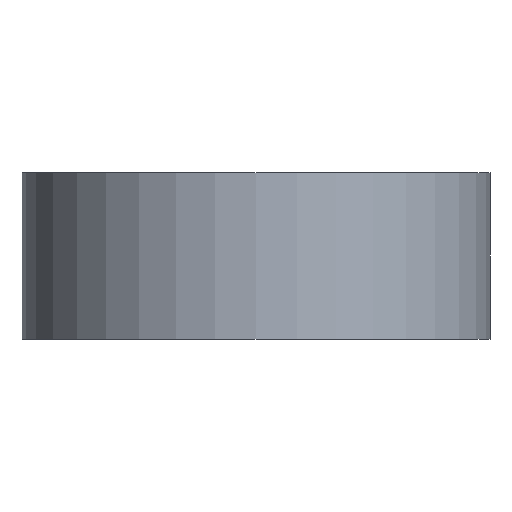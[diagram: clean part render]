
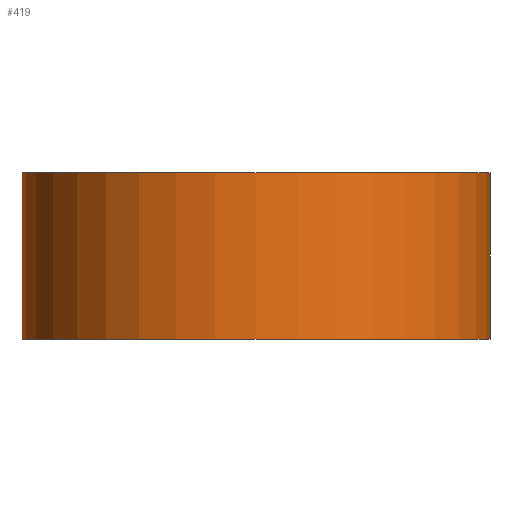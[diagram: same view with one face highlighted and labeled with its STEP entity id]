
A CAD part, front view. The second image highlights one B-rep face of the part: STEP entity #419.
In plain terms, the highlighted cylindrical face has radius 17.882 mm (diameter 35.763 mm), a partial arc.
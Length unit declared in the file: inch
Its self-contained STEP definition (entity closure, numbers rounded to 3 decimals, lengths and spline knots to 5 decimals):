
#45 = VECTOR ( 'NONE', #326, 39.37008 ) ;
#63 = AXIS2_PLACEMENT_3D ( 'NONE', #413, #378, #111 ) ;
#64 = LINE ( 'NONE', #185, #45 ) ;
#84 = CIRCLE ( 'NONE', #275, 0.704 ) ;
#85 = VERTEX_POINT ( 'NONE', #121 ) ;
#89 = CARTESIAN_POINT ( 'NONE',  ( 0.656, -1.75, -0.25 ) ) ;
#99 = DIRECTION ( 'NONE',  ( 0., 0., -1. ) ) ;
#102 = DIRECTION ( 'NONE',  ( 1., 0., 0. ) ) ;
#111 = DIRECTION ( 'NONE',  ( -1., 0., 0. ) ) ;
#121 = CARTESIAN_POINT ( 'NONE',  ( -0.048, -1.75, 0.25 ) ) ;
#123 = AXIS2_PLACEMENT_3D ( 'NONE', #89, #99, #102 ) ;
#129 = DIRECTION ( 'NONE',  ( 1., 0., 0. ) ) ;
#140 = EDGE_LOOP ( 'NONE', ( #150, #422, #483, #196 ) ) ;
#150 = ORIENTED_EDGE ( 'NONE', *, *, #436, .F. ) ;
#185 = CARTESIAN_POINT ( 'NONE',  ( 0.656, -1.046, 0.25 ) ) ;
#196 = ORIENTED_EDGE ( 'NONE', *, *, #492, .T. ) ;
#210 = DIRECTION ( 'NONE',  ( 0., 0., -1. ) ) ;
#263 = LINE ( 'NONE', #551, #466 ) ;
#275 = AXIS2_PLACEMENT_3D ( 'NONE', #317, #210, #129 ) ;
#282 = EDGE_CURVE ( 'NONE', #468, #433, #64, .T. ) ;
#310 = CARTESIAN_POINT ( 'NONE',  ( 0.656, -1.046, -0.25 ) ) ;
#317 = CARTESIAN_POINT ( 'NONE',  ( 0.656, -1.75, 0.25 ) ) ;
#326 = DIRECTION ( 'NONE',  ( 0., 0., -1. ) ) ;
#349 = CARTESIAN_POINT ( 'NONE',  ( 0.656, -1.046, 0.25 ) ) ;
#364 = CYLINDRICAL_SURFACE ( 'NONE', #63, 0.704 ) ;
#378 = DIRECTION ( 'NONE',  ( 0., 0., -1. ) ) ;
#379 = FACE_OUTER_BOUND ( 'NONE', #140, .T. ) ;
#387 = EDGE_CURVE ( 'NONE', #468, #85, #84, .T. ) ;
#413 = CARTESIAN_POINT ( 'NONE',  ( 0.656, -1.75, 0.25 ) ) ;
#419 = ADVANCED_FACE ( 'NONE', ( #379 ), #364, .T. ) ;
#422 = ORIENTED_EDGE ( 'NONE', *, *, #282, .F. ) ;
#433 = VERTEX_POINT ( 'NONE', #310 ) ;
#436 = EDGE_CURVE ( 'NONE', #433, #524, #479, .T. ) ;
#456 = DIRECTION ( 'NONE',  ( 0., 0., -1. ) ) ;
#466 = VECTOR ( 'NONE', #456, 39.37008 ) ;
#468 = VERTEX_POINT ( 'NONE', #349 ) ;
#479 = CIRCLE ( 'NONE', #123, 0.704 ) ;
#483 = ORIENTED_EDGE ( 'NONE', *, *, #387, .T. ) ;
#492 = EDGE_CURVE ( 'NONE', #85, #524, #263, .T. ) ;
#513 = CARTESIAN_POINT ( 'NONE',  ( -0.048, -1.75, -0.25 ) ) ;
#524 = VERTEX_POINT ( 'NONE', #513 ) ;
#551 = CARTESIAN_POINT ( 'NONE',  ( -0.048, -1.75, 0.25 ) ) ;
